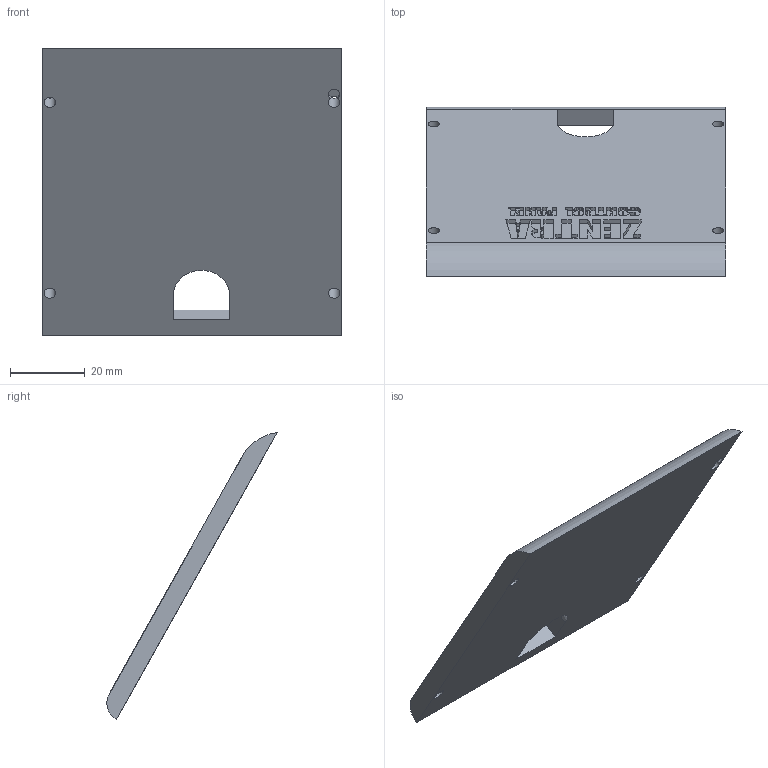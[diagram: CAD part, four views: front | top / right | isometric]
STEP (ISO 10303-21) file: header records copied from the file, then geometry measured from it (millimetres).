
FILE_DESCRIPTION(/* description */ (''),/* implementation_level */ '2;1');
FILE_NAME(/* name */ 'cp_backlid.step',/* time_stamp */ '2025-08-04T22:53:11+05:30',/* author */ (''),/* organization */ (''),/* preprocessor_version */ 'ST-DEVELOPER v20.1',/* originating_system */ 'Autodesk Translation Framework v14.10.0.0',/* authorisation */ '');
FILE_SCHEMA (('AUTOMOTIVE_DESIGN { 1 0 10303 214 3 1 1 }'));
Length unit declared in the file: millimetre
Products named in the file (1): 2025-08-04-22-53-11-762
Bounding box: 80 x 45.56 x 76.78 mm (x, y, z)
Volume: 32049.2 mm3; surface area: 15731.1 mm2
Topology: 1 solids, 1 shells, 306 faces, 838 edges, 558 vertices
Faces by surface type: plane 185, bspline 113, cylinder 8
Full cylindrical faces by diameter (mm): 3.1 x4
Entity records: 10687 total; most frequent: CARTESIAN_POINT 3624, ORIENTED_EDGE 1676, DIRECTION 1018, EDGE_CURVE 838, LINE 594, VECTOR 594, VERTEX_POINT 558, EDGE_LOOP 340
